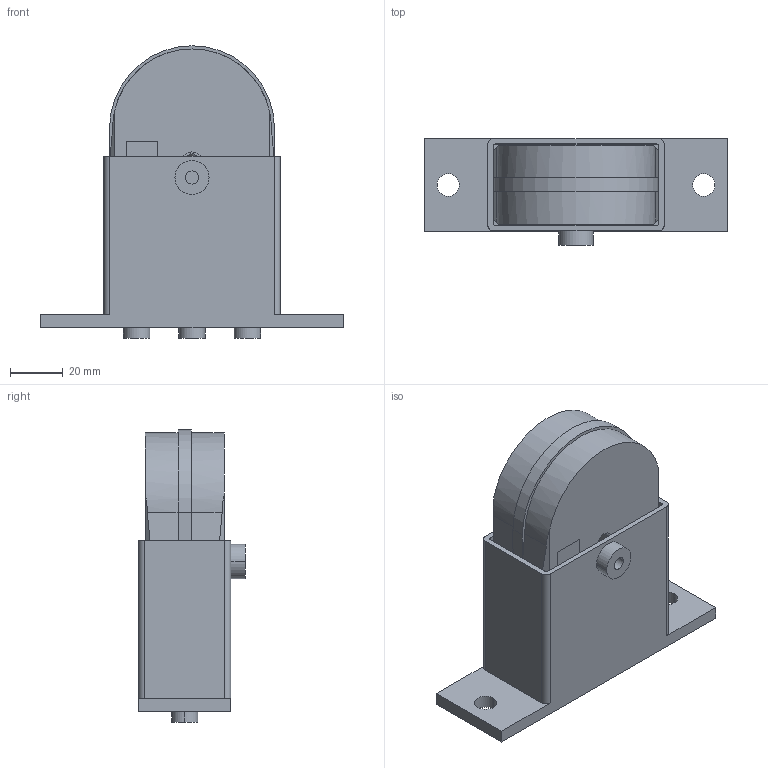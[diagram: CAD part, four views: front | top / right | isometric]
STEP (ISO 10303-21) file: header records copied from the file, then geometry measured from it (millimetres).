
FILE_DESCRIPTION(('STEP AP214'),'1');
FILE_NAME('cctmp_A19EF1FB-D7D1-42AF-8CFF-B26A168E8CF9_2023_6_21_11_45_39_907..stp','2023-06-21T09:45:39',('Murtfeldt Kunststoffe GmbH & Co.KG'),('CADClick - www.CADClick.com'),'Spatial InterOp 3D',' ','unknown authorization');
FILE_SCHEMA(('AUTOMOTIVE_DESIGN'));
Length unit declared in the file: millimetre
Products named in the file (1): 1
Bounding box: 115 x 40.5 x 111 mm (x, y, z)
Volume: 194502.1 mm3; surface area: 57058.3 mm2
Topology: 5 solids, 5 shells, 99 faces, 242 edges, 159 vertices
Faces by surface type: plane 65, cylinder 29, cone 5
Entity records: 3831 total; most frequent: CARTESIAN_POINT 572, DIRECTION 508, ORIENTED_EDGE 482, EDGE_CURVE 241, LINE 172, VECTOR 172, AXIS2_PLACEMENT_3D 168, VERTEX_POINT 159
